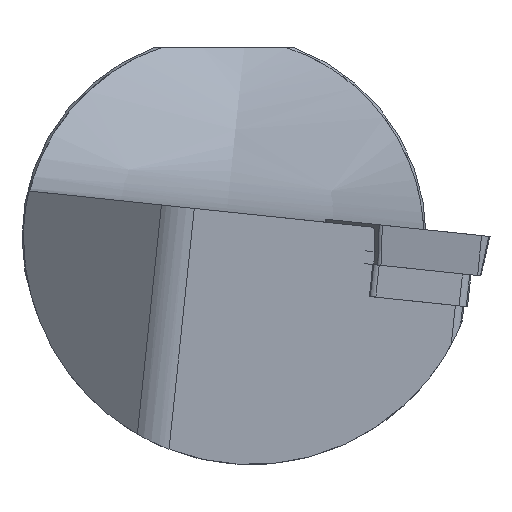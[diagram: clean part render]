
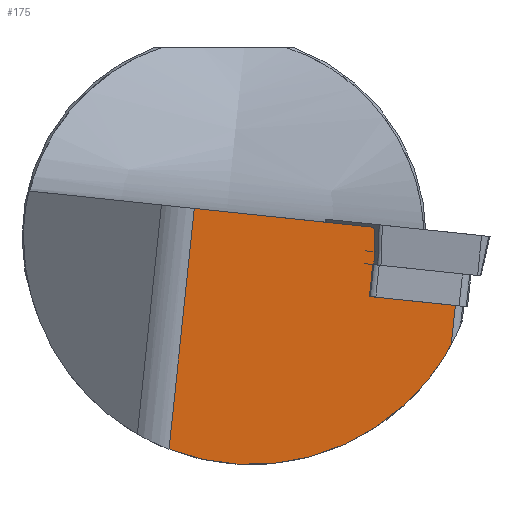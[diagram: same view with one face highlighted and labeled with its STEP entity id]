
A CAD part, left-side view. The second image highlights one B-rep face of the part: STEP entity #175.
In plain terms, the highlighted planar face has unit normal (-0.999, 0.052, 0.005).
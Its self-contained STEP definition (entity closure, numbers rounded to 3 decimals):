
#37=B_SPLINE_CURVE_WITH_KNOTS('',3,(#1297,#1298,#1299,#1300),
 .UNSPECIFIED.,.F.,.F.,(4,4),(0.,1.),.UNSPECIFIED.);
#64=B_SPLINE_CURVE_WITH_KNOTS('',3,(#1785,#1786,#1787,#1788,#1789,#1790,
#1791),.UNSPECIFIED.,.F.,.F.,(4,3,4),(0.,0.111,1.),
 .UNSPECIFIED.);
#111=ELLIPSE('',#950,22.531,22.5);
#175=ADVANCED_FACE('',(#247),#209,.F.);
#209=PLANE('',#951);
#247=FACE_OUTER_BOUND('',#296,.T.);
#296=EDGE_LOOP('',(#468,#469,#470,#471,#472,#473,#474,#475,#476));
#468=ORIENTED_EDGE('',*,*,#747,.T.);
#469=ORIENTED_EDGE('',*,*,#678,.T.);
#470=ORIENTED_EDGE('',*,*,#688,.T.);
#471=ORIENTED_EDGE('',*,*,#748,.T.);
#472=ORIENTED_EDGE('',*,*,#696,.T.);
#473=ORIENTED_EDGE('',*,*,#740,.T.);
#474=ORIENTED_EDGE('',*,*,#746,.T.);
#475=ORIENTED_EDGE('',*,*,#749,.T.);
#476=ORIENTED_EDGE('',*,*,#750,.F.);
#585=VERTEX_POINT('',#1258);
#586=VERTEX_POINT('',#1260);
#595=VERTEX_POINT('',#1282);
#600=VERTEX_POINT('',#1301);
#601=VERTEX_POINT('',#1302);
#634=VERTEX_POINT('',#1784);
#637=VERTEX_POINT('',#2094);
#638=VERTEX_POINT('',#2098);
#639=VERTEX_POINT('',#2101);
#678=EDGE_CURVE('',#585,#586,#796,.T.);
#688=EDGE_CURVE('',#586,#595,#803,.T.);
#696=EDGE_CURVE('',#600,#601,#37,.T.);
#740=EDGE_CURVE('',#601,#634,#64,.T.);
#746=EDGE_CURVE('',#634,#637,#819,.T.);
#747=EDGE_CURVE('',#638,#585,#820,.T.);
#748=EDGE_CURVE('',#595,#600,#821,.T.);
#749=EDGE_CURVE('',#637,#639,#111,.T.);
#750=EDGE_CURVE('',#638,#639,#822,.T.);
#796=LINE('',#1261,#855);
#803=LINE('',#1283,#862);
#819=LINE('',#2095,#878);
#820=LINE('',#2097,#879);
#821=LINE('',#2099,#880);
#822=LINE('',#2102,#881);
#855=VECTOR('',#1037,1.);
#862=VECTOR('',#1056,1.);
#878=VECTOR('',#1124,1.);
#879=VECTOR('',#1127,1.);
#880=VECTOR('',#1128,1.);
#881=VECTOR('',#1131,1.);
#950=AXIS2_PLACEMENT_3D('',#2100,#1129,#1130);
#951=AXIS2_PLACEMENT_3D('',#2103,#1132,#1133);
#1037=DIRECTION('',(0.052,0.993,0.104));
#1056=DIRECTION('',(0.,-0.105,0.995));
#1124=DIRECTION('',(0.,0.105,-0.995));
#1127=DIRECTION('',(0.052,0.993,0.104));
#1128=DIRECTION('',(0.008,0.044,0.999));
#1129=DIRECTION('',(-0.999,0.052,0.005));
#1130=DIRECTION('',(-0.052,-0.993,-0.104));
#1131=DIRECTION('',(0.,0.105,-0.995));
#1132=DIRECTION('',(0.999,-0.052,-0.005));
#1133=DIRECTION('',(0.052,0.999,0.));
#1258=CARTESIAN_POINT('',(1.611,-14.494,-5.875));
#1260=CARTESIAN_POINT('',(1.612,-14.467,-5.872));
#1261=CARTESIAN_POINT('',(2.563,3.665,-3.966));
#1282=CARTESIAN_POINT('',(1.612,-14.932,-1.447));
#1283=CARTESIAN_POINT('',(1.612,-18.078,28.49));
#1297=CARTESIAN_POINT('',(1.631,-14.826,0.975));
#1298=CARTESIAN_POINT('',(1.641,-14.642,0.995));
#1299=CARTESIAN_POINT('',(1.65,-14.458,1.014));
#1300=CARTESIAN_POINT('',(1.66,-14.275,1.033));
#1301=CARTESIAN_POINT('',(1.631,-14.826,0.975));
#1302=CARTESIAN_POINT('',(1.66,-14.275,1.033));
#1784=CARTESIAN_POINT('',(2.563,2.949,2.845));
#1785=CARTESIAN_POINT('',(1.66,-14.275,1.033));
#1786=CARTESIAN_POINT('',(1.693,-13.639,1.1));
#1787=CARTESIAN_POINT('',(1.727,-13.002,1.167));
#1788=CARTESIAN_POINT('',(1.76,-12.366,1.234));
#1789=CARTESIAN_POINT('',(2.028,-7.261,1.772));
#1790=CARTESIAN_POINT('',(2.295,-2.156,2.308));
#1791=CARTESIAN_POINT('',(2.563,2.949,2.845));
#2094=CARTESIAN_POINT('',(2.563,5.454,-20.99));
#2095=CARTESIAN_POINT('',(2.563,-48.084,488.395));
#2097=CARTESIAN_POINT('',(2.563,3.665,-3.966));
#2098=CARTESIAN_POINT('',(1.171,-22.883,-6.757));
#2099=CARTESIAN_POINT('',(1.609,-14.954,-1.946));
#2100=CARTESIAN_POINT('',(2.257,-2.65,0.));
#2101=CARTESIAN_POINT('',(1.171,-22.474,-10.642));
#2102=CARTESIAN_POINT('',(1.171,-74.632,485.605));
#2103=CARTESIAN_POINT('',(2.563,-48.084,488.395));
